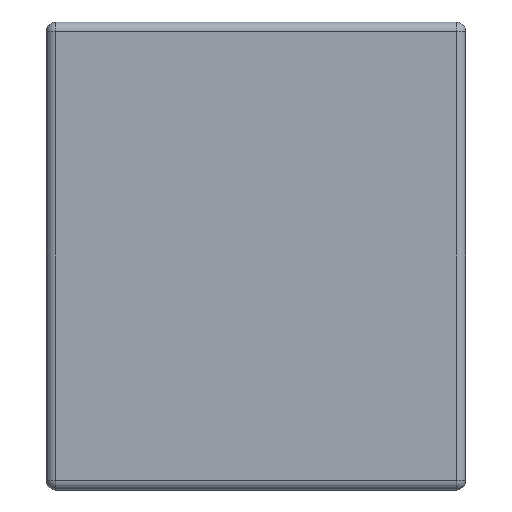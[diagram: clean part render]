
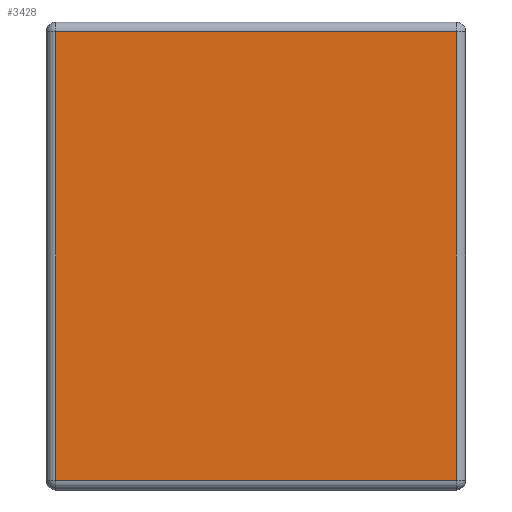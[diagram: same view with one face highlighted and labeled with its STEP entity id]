
A CAD part, left-side view. The second image highlights one B-rep face of the part: STEP entity #3428.
In plain terms, the highlighted planar face has unit normal (-1, 0, 0).
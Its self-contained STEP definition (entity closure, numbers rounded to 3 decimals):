
#512 = EDGE_CURVE ( 'NONE', #4430, #1310, #762, .T. ) ;
#549 = DIRECTION ( 'NONE',  ( 0., 1., 0. ) ) ;
#654 = AXIS2_PLACEMENT_3D ( 'NONE', #713, #3559, #1391 ) ;
#665 = DIRECTION ( 'NONE',  ( 0., 0., 1. ) ) ;
#713 = CARTESIAN_POINT ( 'NONE',  ( 0., 0., 0. ) ) ;
#762 = LINE ( 'NONE', #1539, #4676 ) ;
#867 = VECTOR ( 'NONE', #1597, 1000. ) ;
#898 = LINE ( 'NONE', #1251, #2982 ) ;
#1022 = EDGE_LOOP ( 'NONE', ( #1686, #1107, #3158, #2073 ) ) ;
#1107 = ORIENTED_EDGE ( 'NONE', *, *, #3508, .T. ) ;
#1251 = CARTESIAN_POINT ( 'NONE',  ( 0., 1.3, -0.03 ) ) ;
#1310 = VERTEX_POINT ( 'NONE', #1596 ) ;
#1368 = VERTEX_POINT ( 'NONE', #1626 ) ;
#1391 = DIRECTION ( 'NONE',  ( 0., 0., 1. ) ) ;
#1508 = CARTESIAN_POINT ( 'NONE',  ( 0., 1.27, -1.45 ) ) ;
#1528 = LINE ( 'NONE', #1508, #867 ) ;
#1539 = CARTESIAN_POINT ( 'NONE',  ( 0., 0., -1.42 ) ) ;
#1596 = CARTESIAN_POINT ( 'NONE',  ( 0., 0.03, -1.42 ) ) ;
#1597 = DIRECTION ( 'NONE',  ( 0., 0., -1. ) ) ;
#1626 = CARTESIAN_POINT ( 'NONE',  ( 0., 0.03, -0.03 ) ) ;
#1686 = ORIENTED_EDGE ( 'NONE', *, *, #512, .T. ) ;
#1817 = PLANE ( 'NONE',  #654 ) ;
#2073 = ORIENTED_EDGE ( 'NONE', *, *, #3567, .T. ) ;
#2143 = CARTESIAN_POINT ( 'NONE',  ( 0., 1.27, -0.03 ) ) ;
#2516 = CARTESIAN_POINT ( 'NONE',  ( 0., 0.03, 0. ) ) ;
#2606 = FACE_OUTER_BOUND ( 'NONE', #1022, .T. ) ;
#2982 = VECTOR ( 'NONE', #549, 1000. ) ;
#3158 = ORIENTED_EDGE ( 'NONE', *, *, #4274, .T. ) ;
#3296 = VECTOR ( 'NONE', #665, 1000. ) ;
#3428 = ADVANCED_FACE ( 'NONE', ( #2606 ), #1817, .T. ) ;
#3479 = CARTESIAN_POINT ( 'NONE',  ( 0., 1.27, -1.42 ) ) ;
#3505 = VERTEX_POINT ( 'NONE', #2143 ) ;
#3508 = EDGE_CURVE ( 'NONE', #1310, #1368, #3920, .T. ) ;
#3559 = DIRECTION ( 'NONE',  ( -1., 0., 0. ) ) ;
#3567 = EDGE_CURVE ( 'NONE', #3505, #4430, #1528, .T. ) ;
#3637 = DIRECTION ( 'NONE',  ( 0., -1., 0. ) ) ;
#3920 = LINE ( 'NONE', #2516, #3296 ) ;
#4274 = EDGE_CURVE ( 'NONE', #1368, #3505, #898, .T. ) ;
#4430 = VERTEX_POINT ( 'NONE', #3479 ) ;
#4676 = VECTOR ( 'NONE', #3637, 1000. ) ;
